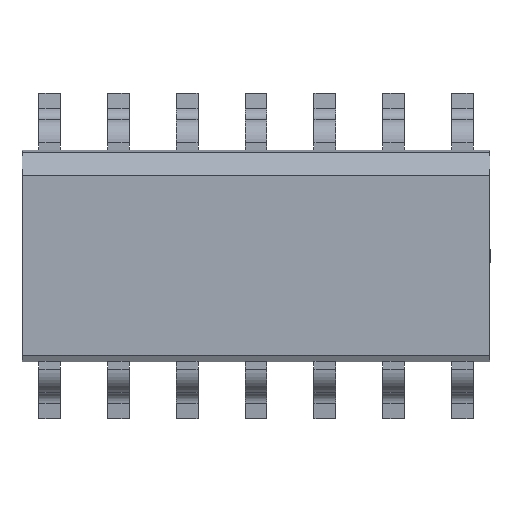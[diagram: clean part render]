
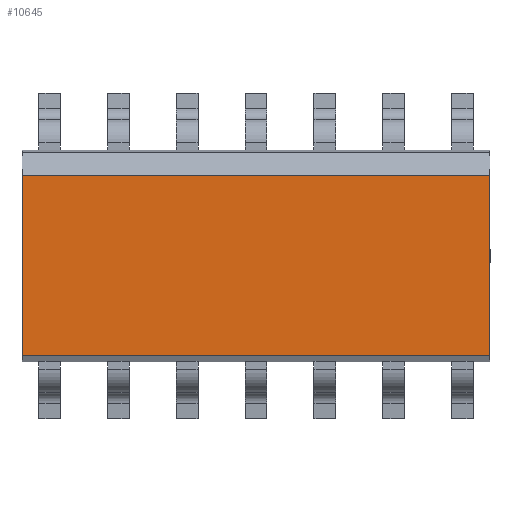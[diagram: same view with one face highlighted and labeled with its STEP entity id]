
A CAD part, top view. The second image highlights one B-rep face of the part: STEP entity #10645.
In plain terms, the highlighted planar face has unit normal (0, 0, 1).
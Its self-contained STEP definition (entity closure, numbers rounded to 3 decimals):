
#3158=ORIENTED_EDGE('',*,*,#4799,.T.);
#3159=ORIENTED_EDGE('',*,*,#4800,.T.);
#3160=ORIENTED_EDGE('',*,*,#4801,.F.);
#3161=ORIENTED_EDGE('',*,*,#4802,.T.);
#4799=EDGE_CURVE('',#5835,#5838,#7108,.T.);
#4800=EDGE_CURVE('',#5838,#5839,#7109,.T.);
#4801=EDGE_CURVE('',#5840,#5839,#7110,.T.);
#4802=EDGE_CURVE('',#5840,#5835,#7111,.T.);
#5835=VERTEX_POINT('',#17244);
#5838=VERTEX_POINT('',#17249);
#5839=VERTEX_POINT('',#17253);
#5840=VERTEX_POINT('',#17255);
#7108=LINE('',#17250,#8383);
#7109=LINE('',#17252,#8384);
#7110=LINE('',#17254,#8385);
#7111=LINE('',#17256,#8386);
#8383=VECTOR('',#14135,1000.);
#8384=VECTOR('',#14138,1000.);
#8385=VECTOR('',#14139,1000.);
#8386=VECTOR('',#14140,1000.);
#9007=EDGE_LOOP('',(#3158,#3159,#3160,#3161));
#9638=FACE_BOUND('',#9007,.T.);
#10101=PLANE('',#11475);
#10645=ADVANCED_FACE('',(#9638),#10101,.T.);
#11475=AXIS2_PLACEMENT_3D('',#17251,#14136,#14137);
#14135=DIRECTION('',(1.,0.,0.));
#14136=DIRECTION('',(0.,0.,1.));
#14137=DIRECTION('',(1.,0.,0.));
#14138=DIRECTION('',(0.,1.,0.));
#14139=DIRECTION('',(1.,0.,0.));
#14140=DIRECTION('',(0.,-1.,0.));
#17244=CARTESIAN_POINT('',(-4.32,-1.49,0.));
#17249=CARTESIAN_POINT('',(4.32,-1.49,0.));
#17250=CARTESIAN_POINT('',(-5.12,-1.49,0.));
#17251=CARTESIAN_POINT('',(0.,0.,0.));
#17252=CARTESIAN_POINT('',(4.32,-1.95,0.));
#17253=CARTESIAN_POINT('',(4.32,1.84,0.));
#17254=CARTESIAN_POINT('',(-5.12,1.84,0.));
#17255=CARTESIAN_POINT('',(-4.32,1.84,0.));
#17256=CARTESIAN_POINT('',(-4.32,1.95,0.));
